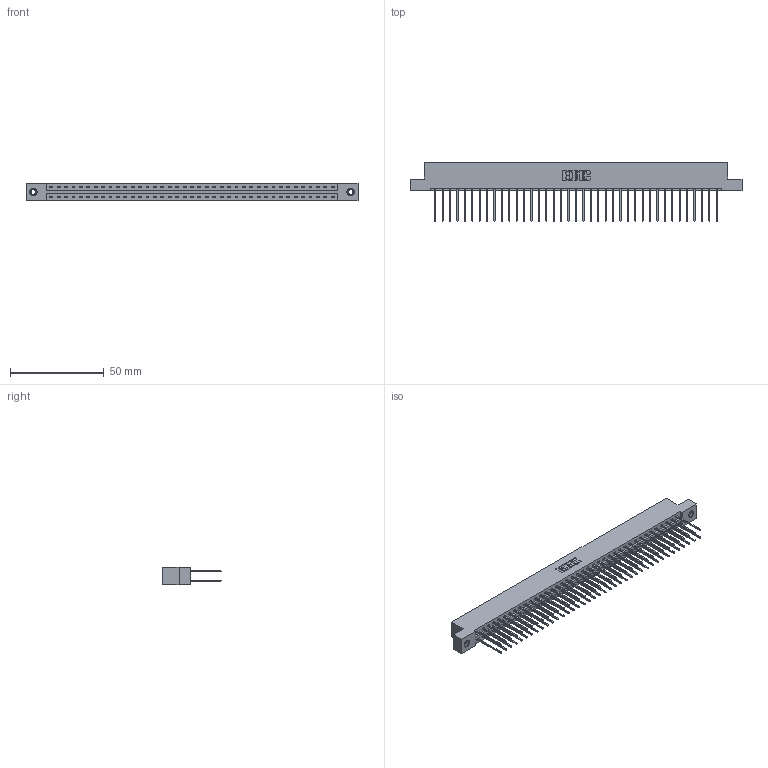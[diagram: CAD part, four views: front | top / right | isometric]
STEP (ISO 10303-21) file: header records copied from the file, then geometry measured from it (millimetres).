
FILE_DESCRIPTION (( 'STEP AP203' ), '1' );
FILE_NAME ('337-078-542-207.STEP', '2018-08-12T16:11:38', ( '' ), ( '' ), 'SwSTEP 2.0', 'SolidWorks 2016', '' );
FILE_SCHEMA (( 'CONFIG_CONTROL_DESIGN' ));
Length unit declared in the file: inch
Products named in the file (4): 345-292-001_345-293-142; 345-250-001_345-250-005-103; 337-078-542-207; 337 Part_Flush Mounting Lugs - 0.156 Dia-TI
Assembly tree (81 placements, depth 2):
  337-078-542-207
    337 Part_Flush Mounting Lugs - 0.156 Dia-TI
    345-292-001_345-293-142  x78
    345-250-001_345-250-005-103  x2
Bounding box: 177.55 x 31.63 x 9.4 mm (x, y, z)
Volume: 19021.4 mm3; surface area: 23323.2 mm2
Topology: 81 solids, 81 shells, 4386 faces, 13005 edges, 8558 vertices
Faces by surface type: plane 3066, cylinder 1304, cone 12, torus 4
Entity records: 31830 total; most frequent: CARTESIAN_POINT 5345, ORIENTED_EDGE 5274, DIRECTION 4583, EDGE_CURVE 2637, LINE 2489, VECTOR 2489, VERTEX_POINT 1752, AXIS2_PLACEMENT_3D 1047
